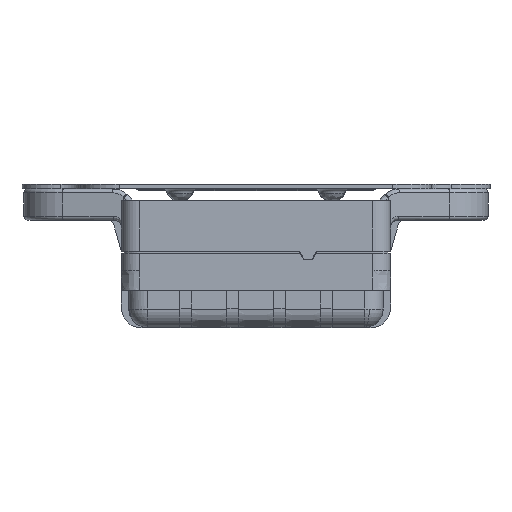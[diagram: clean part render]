
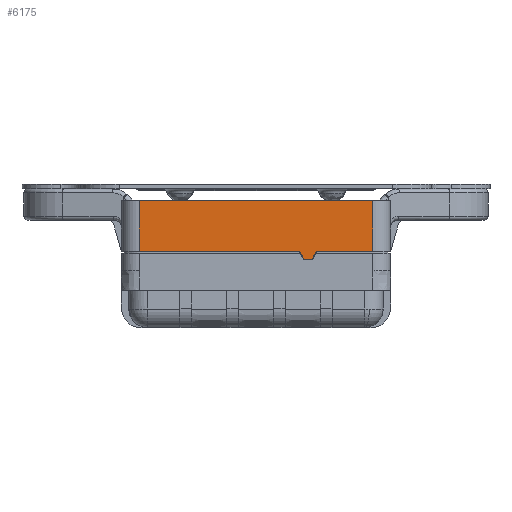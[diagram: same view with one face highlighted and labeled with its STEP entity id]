
A CAD part, left-side view. The second image highlights one B-rep face of the part: STEP entity #6175.
In plain terms, the highlighted planar face has unit normal (-1, 0, 0).
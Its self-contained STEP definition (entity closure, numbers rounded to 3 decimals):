
#6175=ADVANCED_FACE('\X2\96F64EF651E04F554F53\X0\',(#9244),#7633,.F.);
#7633=PLANE('',#39459);
#9244=FACE_OUTER_BOUND('',#11326,.T.);
#11326=EDGE_LOOP('',(#18982,#18983,#18984,#18985,#18986,#18987,#18988,#18989));
#18982=ORIENTED_EDGE('',*,*,#29239,.T.);
#18983=ORIENTED_EDGE('',*,*,#29262,.T.);
#18984=ORIENTED_EDGE('',*,*,#29263,.F.);
#18985=ORIENTED_EDGE('',*,*,#29264,.T.);
#18986=ORIENTED_EDGE('',*,*,#29260,.T.);
#18987=ORIENTED_EDGE('',*,*,#29086,.T.);
#18988=ORIENTED_EDGE('',*,*,#29243,.T.);
#18989=ORIENTED_EDGE('',*,*,#29265,.T.);
#24621=VERTEX_POINT('',#65155);
#24623=VERTEX_POINT('',#65158);
#24728=VERTEX_POINT('',#65707);
#24729=VERTEX_POINT('',#65709);
#24731=VERTEX_POINT('',#65715);
#24741=VERTEX_POINT('',#65751);
#24742=VERTEX_POINT('',#65755);
#24743=VERTEX_POINT('',#65757);
#29086=EDGE_CURVE('LINE',#24623,#24621,#33034,.T.);
#29239=EDGE_CURVE('LINE',#24729,#24728,#33143,.T.);
#29243=EDGE_CURVE('LINE',#24621,#24731,#33146,.T.);
#29260=EDGE_CURVE('LINE',#24741,#24623,#33157,.T.);
#29262=EDGE_CURVE('LINE',#24728,#24742,#33159,.T.);
#29263=EDGE_CURVE('LINE',#24743,#24742,#33160,.T.);
#29264=EDGE_CURVE('LINE',#24743,#24741,#33161,.T.);
#29265=EDGE_CURVE('LINE',#24731,#24729,#33162,.T.);
#33034=LINE('',#65157,#36379);
#33143=LINE('',#65708,#36488);
#33146=LINE('',#65716,#36491);
#33157=LINE('',#65750,#36502);
#33159=LINE('',#65754,#36504);
#33160=LINE('',#65756,#36505);
#33161=LINE('',#65758,#36506);
#33162=LINE('',#65759,#36507);
#36379=VECTOR('',#46562,1.);
#36488=VECTOR('',#46839,1.);
#36491=VECTOR('',#46846,1.);
#36502=VECTOR('',#46885,1.);
#36504=VECTOR('',#46889,1.);
#36505=VECTOR('',#46890,1.);
#36506=VECTOR('',#46891,1.);
#36507=VECTOR('',#46892,1.);
#39459=AXIS2_PLACEMENT_3D('',#65760,#46893,#46894);
#46562=DIRECTION('',(0.,-1.,0.));
#46839=DIRECTION('',(0.,0.,1.));
#46846=DIRECTION('',(0.,-0.5,0.866));
#46885=DIRECTION('',(0.,-0.5,-0.866));
#46889=DIRECTION('',(0.,1.,0.));
#46890=DIRECTION('',(0.,0.,1.));
#46891=DIRECTION('',(0.,-1.,0.));
#46892=DIRECTION('',(0.,-1.,0.));
#46893=DIRECTION('',(1.,0.,0.));
#46894=DIRECTION('',(0.,-1.,0.));
#65155=CARTESIAN_POINT('',(-80.065,103.887,2.984));
#65157=CARTESIAN_POINT('',(-80.065,104.887,2.984));
#65158=CARTESIAN_POINT('',(-80.065,105.887,2.984));
#65707=CARTESIAN_POINT('',(-80.065,88.332,17.984));
#65708=CARTESIAN_POINT('',(-80.065,88.332,10.484));
#65709=CARTESIAN_POINT('',(-80.065,88.332,4.984));
#65715=CARTESIAN_POINT('',(-80.065,102.732,4.984));
#65716=CARTESIAN_POINT('',(-80.065,103.31,3.984));
#65750=CARTESIAN_POINT('',(-80.065,106.464,3.984));
#65751=CARTESIAN_POINT('',(-80.065,107.042,4.984));
#65754=CARTESIAN_POINT('',(-80.065,118.232,17.984));
#65755=CARTESIAN_POINT('',(-80.065,148.132,17.984));
#65756=CARTESIAN_POINT('',(-80.065,148.132,11.484));
#65757=CARTESIAN_POINT('',(-80.065,148.132,4.984));
#65758=CARTESIAN_POINT('',(-80.065,127.587,4.984));
#65759=CARTESIAN_POINT('',(-80.065,95.532,4.984));
#65760=CARTESIAN_POINT('',(-80.065,84.732,4.984));
